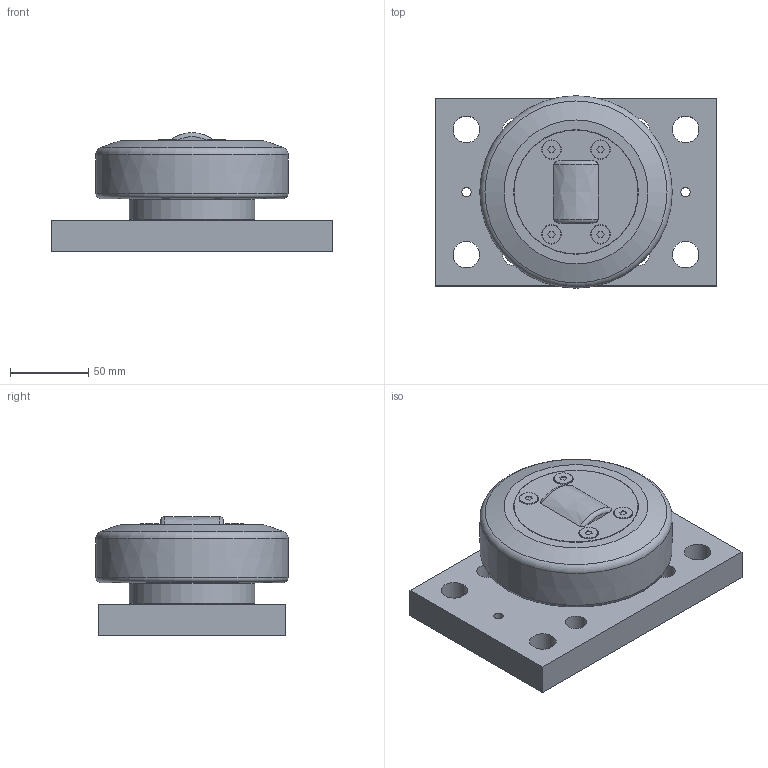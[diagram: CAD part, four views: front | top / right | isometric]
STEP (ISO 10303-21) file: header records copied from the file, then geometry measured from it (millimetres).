
FILE_DESCRIPTION(/* description */ ('-','CAx-IF Rec.Pracs.---Representation and Presentation of Product Manufacturing Information (PMI)---4.0---2014-10-13'),/* implementation_level */ '2;1');
FILE_NAME(/* name */ '14776a6d-1f48-4469-af81-9be786530619.stp',/* time_stamp */ '2020-04-01T16:37:56+02:00',/* author */ ('-'),/* organization */ ('NTI CADcenter A/S'),/* preprocessor_version */ 'ST-DEVELOPER v18',/* originating_system */ 'Autodesk Inventor 2020',/* authorisation */ '-');
FILE_SCHEMA (('AP242_MANAGED_MODEL_BASED_3D_ENGINEERING_MIM_LF { 1 0 10303 442 1 1 4 }'));
Length unit declared in the file: millimetre
Products named in the file (1): TR 120.0200 BR1100_Kontur
Bounding box: 180 x 122.99 x 76 mm (x, y, z)
Volume: 897019.4 mm3; surface area: 90033.2 mm2
Topology: 1 solids, 1 shells, 78 faces, 193 edges, 134 vertices
Faces by surface type: plane 48, cylinder 16, cone 8, torus 4, bspline 2
Full cylindrical faces by diameter (mm): 6 x2, 11.7 x4, 13.835 x4, 17 x4, 80 x2
Entity records: 2503 total; most frequent: CARTESIAN_POINT 486, DIRECTION 418, ORIENTED_EDGE 386, EDGE_CURVE 193, AXIS2_PLACEMENT_3D 154, VERTEX_POINT 134, EDGE_LOOP 115, LINE 110
